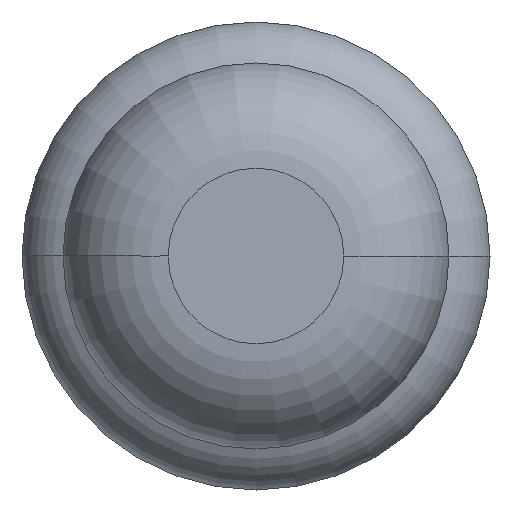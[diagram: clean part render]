
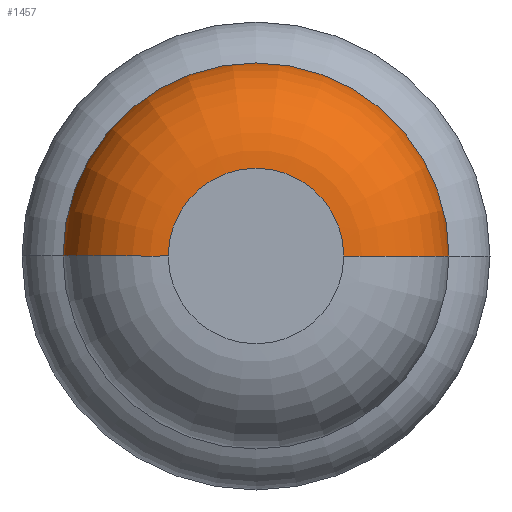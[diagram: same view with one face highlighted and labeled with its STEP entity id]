
A CAD part, front view. The second image highlights one B-rep face of the part: STEP entity #1457.
In plain terms, the highlighted toroidal (fillet/blend) face has major radius 0.375 mm and minor radius 0.45 mm.
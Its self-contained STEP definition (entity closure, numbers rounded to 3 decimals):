
#23 = AXIS2_PLACEMENT_3D ( 'NONE', #1448, #1730, #517 ) ;
#209 = CARTESIAN_POINT ( 'NONE',  ( 0.825, -31.55, 0. ) ) ;
#286 = EDGE_LOOP ( 'NONE', ( #1906, #2582, #3008, #2313 ) ) ;
#289 = DIRECTION ( 'NONE',  ( 0., 0., 1. ) ) ;
#421 = FACE_OUTER_BOUND ( 'NONE', #286, .T. ) ;
#443 = DIRECTION ( 'NONE',  ( 0., -1., 0. ) ) ;
#517 = DIRECTION ( 'NONE',  ( -1., 0., 0. ) ) ;
#564 = DIRECTION ( 'NONE',  ( 0., -1., 0. ) ) ;
#703 = VERTEX_POINT ( 'NONE', #3415 ) ;
#907 = AXIS2_PLACEMENT_3D ( 'NONE', #1249, #3216, #3820 ) ;
#982 = VERTEX_POINT ( 'NONE', #3513 ) ;
#1016 = CIRCLE ( 'NONE', #907, 0.375 ) ;
#1148 = VERTEX_POINT ( 'NONE', #3937 ) ;
#1221 = CIRCLE ( 'NONE', #2977, 0.45 ) ;
#1249 = CARTESIAN_POINT ( 'NONE',  ( 0., -32., 0. ) ) ;
#1395 = DIRECTION ( 'NONE',  ( 1., 0., 0. ) ) ;
#1448 = CARTESIAN_POINT ( 'NONE',  ( 0.375, -31.55, 0. ) ) ;
#1457 = ADVANCED_FACE ( 'Defeature ausgef�hrt1_7', ( #421 ), #3635, .T. ) ;
#1533 = AXIS2_PLACEMENT_3D ( 'NONE', #2181, #564, #2815 ) ;
#1630 = EDGE_CURVE ( 'Defeature ausgef�hrt1_6+Defeature ausgef�hrt1_7+Defeature ausgef�hrt1_7+Defeature ausgef�hrt1_7', #703, #982, #1016, .T. ) ;
#1730 = DIRECTION ( 'NONE',  ( 0., 0., -1. ) ) ;
#1751 = CARTESIAN_POINT ( 'NONE',  ( 0., -31.55, 0. ) ) ;
#1775 = EDGE_CURVE ( 'NONE', #1148, #982, #1221, .T. ) ;
#1906 = ORIENTED_EDGE ( 'NONE', *, *, #3814, .T. ) ;
#1921 = CARTESIAN_POINT ( 'NONE',  ( -0.375, -31.55, 0. ) ) ;
#1957 = CIRCLE ( 'NONE', #1533, 0.825 ) ;
#2181 = CARTESIAN_POINT ( 'NONE',  ( 0., -31.55, 0. ) ) ;
#2313 = ORIENTED_EDGE ( 'NONE', *, *, #2889, .F. ) ;
#2582 = ORIENTED_EDGE ( 'NONE', *, *, #1775, .T. ) ;
#2659 = VERTEX_POINT ( 'NONE', #209 ) ;
#2815 = DIRECTION ( 'NONE',  ( 1., 0., 0. ) ) ;
#2889 = EDGE_CURVE ( 'NONE', #2659, #703, #3467, .T. ) ;
#2977 = AXIS2_PLACEMENT_3D ( 'NONE', #1921, #289, #3242 ) ;
#3008 = ORIENTED_EDGE ( 'NONE', *, *, #1630, .F. ) ;
#3216 = DIRECTION ( 'NONE',  ( 0., -1., 0. ) ) ;
#3242 = DIRECTION ( 'NONE',  ( 1., 0., 0. ) ) ;
#3415 = CARTESIAN_POINT ( 'NONE',  ( 0.375, -32., 0. ) ) ;
#3467 = CIRCLE ( 'NONE', #23, 0.45 ) ;
#3513 = CARTESIAN_POINT ( 'NONE',  ( -0.375, -32., 0. ) ) ;
#3635 = TOROIDAL_SURFACE ( 'NONE', #3780, 0.375, 0.45 ) ;
#3780 = AXIS2_PLACEMENT_3D ( 'NONE', #1751, #443, #1395 ) ;
#3814 = EDGE_CURVE ( 'Defeature ausgef�hrt1_7+Defeature ausgef�hrt1_8+Defeature ausgef�hrt1_8+Defeature ausgef�hrt1_8', #2659, #1148, #1957, .T. ) ;
#3820 = DIRECTION ( 'NONE',  ( 1., 0., 0. ) ) ;
#3937 = CARTESIAN_POINT ( 'NONE',  ( -0.825, -31.55, 0. ) ) ;
